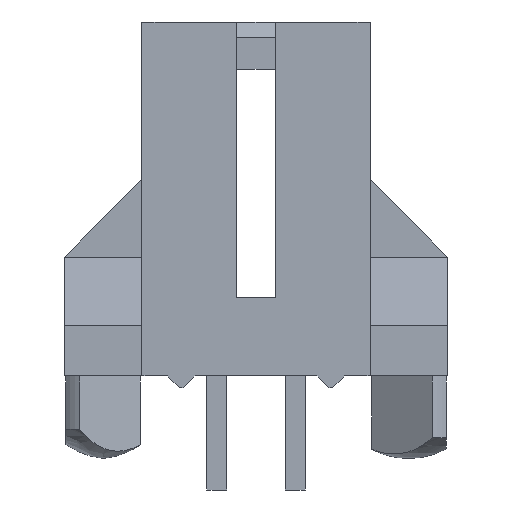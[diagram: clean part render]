
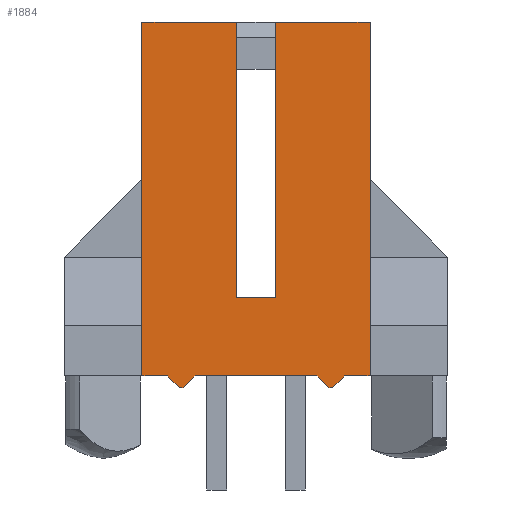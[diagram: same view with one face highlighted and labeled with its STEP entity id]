
A CAD part, front view. The second image highlights one B-rep face of the part: STEP entity #1884.
In plain terms, the highlighted planar face has unit normal (0, -1, 0).
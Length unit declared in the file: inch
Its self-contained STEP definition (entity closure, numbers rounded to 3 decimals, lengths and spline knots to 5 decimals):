
#5=DIRECTION('',(1.,0.,0.));
#6=VECTOR('',#5,0.12);
#7=CARTESIAN_POINT('',(-0.145,-0.1,0.225));
#8=LINE('',#7,#6);
#21=DIRECTION('',(1.,0.,0.));
#22=VECTOR('',#21,0.12);
#23=CARTESIAN_POINT('',(0.025,-0.1,0.225));
#24=LINE('',#23,#22);
#225=DIRECTION('',(-0.707,0.,0.707));
#226=VECTOR('',#225,0.02121);
#227=CARTESIAN_POINT('',(-0.0975,-0.1,-0.24));
#228=LINE('',#227,#226);
#229=DIRECTION('',(0.,0.,1.));
#230=VECTOR('',#229,0.45);
#231=CARTESIAN_POINT('',(-0.145,-0.1,-0.225));
#232=LINE('',#231,#230);
#233=DIRECTION('',(0.,0.,-1.));
#234=VECTOR('',#233,0.35);
#235=CARTESIAN_POINT('',(-0.025,-0.1,0.225));
#236=LINE('',#235,#234);
#237=DIRECTION('',(1.,0.,0.));
#238=VECTOR('',#237,0.05);
#239=CARTESIAN_POINT('',(-0.025,-0.1,-0.125));
#240=LINE('',#239,#238);
#241=DIRECTION('',(0.,0.,-1.));
#242=VECTOR('',#241,0.35);
#243=CARTESIAN_POINT('',(0.025,-0.1,0.225));
#244=LINE('',#243,#242);
#245=DIRECTION('',(-0.707,0.,-0.707));
#246=VECTOR('',#245,0.02121);
#247=CARTESIAN_POINT('',(0.1125,-0.1,-0.225));
#248=LINE('',#247,#246);
#249=DIRECTION('',(-1.,0.,0.));
#250=VECTOR('',#249,0.005);
#251=CARTESIAN_POINT('',(0.0975,-0.1,-0.24));
#252=LINE('',#251,#250);
#253=DIRECTION('',(-0.707,0.,0.707));
#254=VECTOR('',#253,0.02121);
#255=CARTESIAN_POINT('',(0.0925,-0.1,-0.24));
#256=LINE('',#255,#254);
#257=DIRECTION('',(-0.707,0.,-0.707));
#258=VECTOR('',#257,0.02121);
#259=CARTESIAN_POINT('',(-0.0775,-0.1,-0.225));
#260=LINE('',#259,#258);
#261=DIRECTION('',(-1.,0.,0.));
#262=VECTOR('',#261,0.005);
#263=CARTESIAN_POINT('',(-0.0925,-0.1,-0.24));
#264=LINE('',#263,#262);
#361=DIRECTION('',(1.,0.,0.));
#362=VECTOR('',#361,0.155);
#363=CARTESIAN_POINT('',(-0.0775,-0.1,-0.225));
#364=LINE('',#363,#362);
#389=DIRECTION('',(1.,0.,0.));
#390=VECTOR('',#389,0.0325);
#391=CARTESIAN_POINT('',(-0.145,-0.1,-0.225));
#392=LINE('',#391,#390);
#397=DIRECTION('',(1.,0.,0.));
#398=VECTOR('',#397,0.0325);
#399=CARTESIAN_POINT('',(0.1125,-0.1,-0.225));
#400=LINE('',#399,#398);
#884=DIRECTION('',(0.,0.,1.));
#885=VECTOR('',#884,0.45);
#886=CARTESIAN_POINT('',(0.145,-0.1,-0.225));
#887=LINE('',#886,#885);
#1178=CARTESIAN_POINT('',(-0.0775,-0.1,-0.225));
#1179=CARTESIAN_POINT('',(-0.0925,-0.1,-0.24));
#1180=VERTEX_POINT('',#1178);
#1181=VERTEX_POINT('',#1179);
#1182=CARTESIAN_POINT('',(-0.0975,-0.1,-0.24));
#1183=CARTESIAN_POINT('',(-0.1125,-0.1,-0.225));
#1184=VERTEX_POINT('',#1182);
#1185=VERTEX_POINT('',#1183);
#1186=CARTESIAN_POINT('',(0.1125,-0.1,-0.225));
#1187=CARTESIAN_POINT('',(0.0975,-0.1,-0.24));
#1188=VERTEX_POINT('',#1186);
#1189=VERTEX_POINT('',#1187);
#1190=CARTESIAN_POINT('',(0.0925,-0.1,-0.24));
#1191=CARTESIAN_POINT('',(0.0775,-0.1,-0.225));
#1192=VERTEX_POINT('',#1190);
#1193=VERTEX_POINT('',#1191);
#1367=CARTESIAN_POINT('',(-0.145,-0.1,0.225));
#1369=VERTEX_POINT('',#1367);
#1370=CARTESIAN_POINT('',(0.145,-0.1,0.225));
#1372=VERTEX_POINT('',#1370);
#1374=CARTESIAN_POINT('',(-0.145,-0.1,-0.225));
#1375=VERTEX_POINT('',#1374);
#1376=CARTESIAN_POINT('',(0.145,-0.1,-0.225));
#1377=VERTEX_POINT('',#1376);
#1470=CARTESIAN_POINT('',(-0.025,-0.1,0.225));
#1472=VERTEX_POINT('',#1470);
#1474=CARTESIAN_POINT('',(0.025,-0.1,0.225));
#1476=VERTEX_POINT('',#1474);
#1478=CARTESIAN_POINT('',(-0.025,-0.1,-0.125));
#1479=CARTESIAN_POINT('',(0.025,-0.1,-0.125));
#1480=VERTEX_POINT('',#1478);
#1481=VERTEX_POINT('',#1479);
#1850=CARTESIAN_POINT('',(0.,-0.1,0.));
#1851=DIRECTION('',(0.,1.,0.));
#1852=DIRECTION('',(1.,0.,0.));
#1853=AXIS2_PLACEMENT_3D('',#1850,#1851,#1852);
#1854=PLANE('',#1853);
#1856=ORIENTED_EDGE('',*,*,#1855,.T.);
#1858=ORIENTED_EDGE('',*,*,#1857,.F.);
#1860=ORIENTED_EDGE('',*,*,#1859,.T.);
#1861=ORIENTED_EDGE('',*,*,#1547,.T.);
#1862=ORIENTED_EDGE('',*,*,#1584,.T.);
#1863=ORIENTED_EDGE('',*,*,#1798,.T.);
#1864=ORIENTED_EDGE('',*,*,#1842,.F.);
#1865=ORIENTED_EDGE('',*,*,#1555,.T.);
#1867=ORIENTED_EDGE('',*,*,#1866,.F.);
#1869=ORIENTED_EDGE('',*,*,#1868,.F.);
#1871=ORIENTED_EDGE('',*,*,#1870,.T.);
#1873=ORIENTED_EDGE('',*,*,#1872,.T.);
#1875=ORIENTED_EDGE('',*,*,#1874,.T.);
#1877=ORIENTED_EDGE('',*,*,#1876,.F.);
#1879=ORIENTED_EDGE('',*,*,#1878,.T.);
#1881=ORIENTED_EDGE('',*,*,#1880,.T.);
#1882=EDGE_LOOP('',(#1856,#1858,#1860,#1861,#1862,#1863,#1864,#1865,#1867,#1869,
#1871,#1873,#1875,#1877,#1879,#1881));
#1883=FACE_OUTER_BOUND('',#1882,.F.);
#1884=ADVANCED_FACE('',(#1883),#1854,.F.);
#1547=EDGE_CURVE('',#1369,#1472,#8,.T.);
#1555=EDGE_CURVE('',#1476,#1372,#24,.T.);
#1584=EDGE_CURVE('',#1472,#1480,#236,.T.);
#1798=EDGE_CURVE('',#1480,#1481,#240,.T.);
#1842=EDGE_CURVE('',#1476,#1481,#244,.T.);
#1855=EDGE_CURVE('',#1184,#1185,#228,.T.);
#1857=EDGE_CURVE('',#1375,#1185,#392,.T.);
#1859=EDGE_CURVE('',#1375,#1369,#232,.T.);
#1866=EDGE_CURVE('',#1377,#1372,#887,.T.);
#1868=EDGE_CURVE('',#1188,#1377,#400,.T.);
#1870=EDGE_CURVE('',#1188,#1189,#248,.T.);
#1872=EDGE_CURVE('',#1189,#1192,#252,.T.);
#1874=EDGE_CURVE('',#1192,#1193,#256,.T.);
#1876=EDGE_CURVE('',#1180,#1193,#364,.T.);
#1878=EDGE_CURVE('',#1180,#1181,#260,.T.);
#1880=EDGE_CURVE('',#1181,#1184,#264,.T.);
